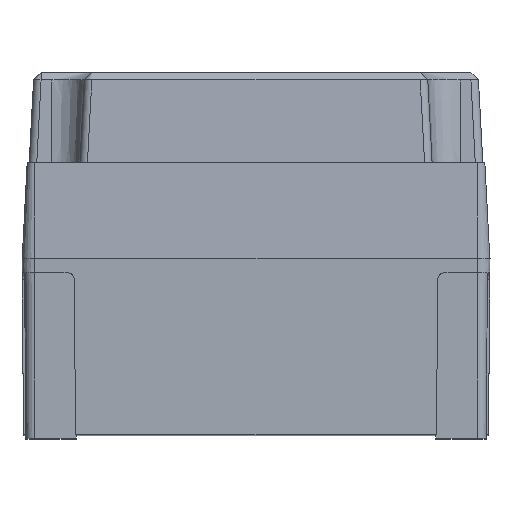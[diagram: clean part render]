
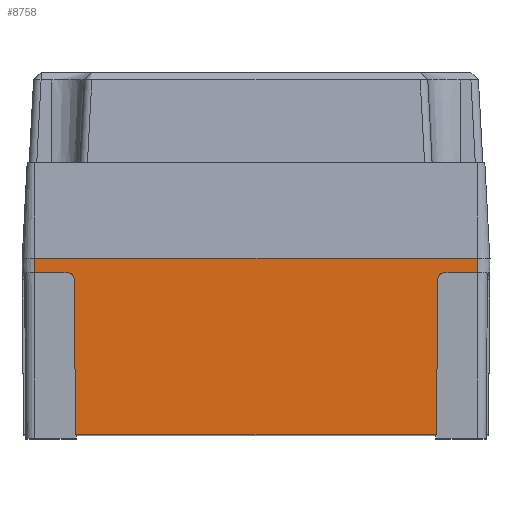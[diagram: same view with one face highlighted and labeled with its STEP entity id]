
A CAD part, top view. The second image highlights one B-rep face of the part: STEP entity #8758.
In plain terms, the highlighted planar face has unit normal (0, -0.009, 1).
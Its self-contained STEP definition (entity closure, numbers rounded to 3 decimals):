
#129 = EDGE_CURVE ( 'NONE', #11199, #4640, #13061, .T. ) ;
#571 = LINE ( 'NONE', #5494, #11088 ) ;
#852 = CARTESIAN_POINT ( 'NONE',  ( -61.55, -4., 90.015 ) ) ;
#1616 = VERTEX_POINT ( 'NONE', #15529 ) ;
#2030 = AXIS2_PLACEMENT_3D ( 'NONE', #5066, #14959, #3854 ) ;
#2241 = CARTESIAN_POINT ( 'NONE',  ( -52.533, -4., 90.015 ) ) ;
#2411 = EDGE_CURVE ( 'NONE', #4640, #1616, #571, .T. ) ;
#2439 = EDGE_CURVE ( 'NONE', #13708, #13812, #12779, .T. ) ;
#2758 = CARTESIAN_POINT ( 'NONE',  ( -50.157, -49., 89.622 ) ) ;
#2881 = LINE ( 'NONE', #13984, #10654 ) ;
#3100 = LINE ( 'NONE', #852, #12938 ) ;
#3295 = CARTESIAN_POINT ( 'NONE',  ( 51.369, -4., 90.015 ) ) ;
#3441 = CARTESIAN_POINT ( 'NONE',  ( -50.543, -4.819, 90.008 ) ) ;
#3505 = VERTEX_POINT ( 'NONE', #5359 ) ;
#3748 = LINE ( 'NONE', #14547, #4097 ) ;
#3854 = DIRECTION ( 'NONE',  ( 0., -1., -0.009 ) ) ;
#4097 = VECTOR ( 'NONE', #7391, 1000. ) ;
#4165 = PLANE ( 'NONE',  #2030 ) ;
#4376 = ORIENTED_EDGE ( 'NONE', *, *, #9030, .T. ) ;
#4640 = VERTEX_POINT ( 'NONE', #6852 ) ;
#4762 = DIRECTION ( 'NONE',  ( -0.009, 1., 0.009 ) ) ;
#4790 = VERTEX_POINT ( 'NONE', #15608 ) ;
#4892 = VECTOR ( 'NONE', #8663, 1000. ) ;
#5022 = EDGE_LOOP ( 'NONE', ( #7381, #12984, #6464, #4376, #12973, #15990, #5751, #7944, #14259, #10590 ) ) ;
#5066 = CARTESIAN_POINT ( 'NONE',  ( -61.55, 0., 90.05 ) ) ;
#5289 = CARTESIAN_POINT ( 'NONE',  ( -61.55, 0., 90.05 ) ) ;
#5335 = DIRECTION ( 'NONE',  ( 1., 0., 0. ) ) ;
#5359 = CARTESIAN_POINT ( 'NONE',  ( 50.533, -5.983, 89.998 ) ) ;
#5494 = CARTESIAN_POINT ( 'NONE',  ( -61.55, 0., 90.05 ) ) ;
#5751 = ORIENTED_EDGE ( 'NONE', *, *, #11823, .T. ) ;
#5842 = CARTESIAN_POINT ( 'NONE',  ( -61.55, -4., 90.015 ) ) ;
#5880 = VERTEX_POINT ( 'NONE', #10695 ) ;
#6255 = LINE ( 'NONE', #7459, #15435 ) ;
#6296 = EDGE_CURVE ( 'NONE', #3505, #4790, #10276, .T. ) ;
#6464 = ORIENTED_EDGE ( 'NONE', *, *, #13363, .F. ) ;
#6630 = CARTESIAN_POINT ( 'NONE',  ( -50.586, 0.096, 90.051 ) ) ;
#6852 = CARTESIAN_POINT ( 'NONE',  ( -61.55, 0., 90.05 ) ) ;
#7025 = EDGE_CURVE ( 'NONE', #13708, #5880, #6255, .T. ) ;
#7088 = CARTESIAN_POINT ( 'NONE',  ( -50.533, -5.983, 89.998 ) ) ;
#7381 = ORIENTED_EDGE ( 'NONE', *, *, #9675, .F. ) ;
#7391 = DIRECTION ( 'NONE',  ( 0., 1., 0.009 ) ) ;
#7458 = CARTESIAN_POINT ( 'NONE',  ( 50.576, -0.978, 90.041 ) ) ;
#7459 = CARTESIAN_POINT ( 'NONE',  ( -61.55, -49., 89.622 ) ) ;
#7944 = ORIENTED_EDGE ( 'NONE', *, *, #15970, .T. ) ;
#8276 = CARTESIAN_POINT ( 'NONE',  ( 61.55, -4., 90.015 ) ) ;
#8663 = DIRECTION ( 'NONE',  ( -0.009, -1., -0.009 ) ) ;
#8758 = ADVANCED_FACE ( 'NONE', ( #9095 ), #4165, .T. ) ;
#9005 = DIRECTION ( 'NONE',  ( 0., 1., 0.009 ) ) ;
#9030 = EDGE_CURVE ( 'NONE', #15006, #1616, #3748, .T. ) ;
#9095 = FACE_OUTER_BOUND ( 'NONE', #5022, .T. ) ;
#9525 = CARTESIAN_POINT ( 'NONE',  ( 52.533, -4., 90.015 ) ) ;
#9675 = EDGE_CURVE ( 'NONE', #3505, #5880, #15076, .T. ) ;
#10237 = DIRECTION ( 'NONE',  ( 1., 0., 0. ) ) ;
#10276 =( BOUNDED_CURVE ( )  B_SPLINE_CURVE ( 3, ( #13012, #15692, #3295, #9525 ),
 .UNSPECIFIED., .F., .T. ) 
 B_SPLINE_CURVE_WITH_KNOTS ( ( 4, 4 ),
 ( 1.58, 3.142 ),
 .UNSPECIFIED. ) 
 CURVE ( )  GEOMETRIC_REPRESENTATION_ITEM ( )  RATIONAL_B_SPLINE_CURVE ( ( 1., 0.807, 0.807, 1. ) ) 
 REPRESENTATION_ITEM ( '' )  );
#10590 = ORIENTED_EDGE ( 'NONE', *, *, #7025, .T. ) ;
#10636 = DIRECTION ( 'NONE',  ( -1., 0., 0. ) ) ;
#10654 = VECTOR ( 'NONE', #10237, 1000. ) ;
#10684 =( BOUNDED_CURVE ( )  B_SPLINE_CURVE ( 3, ( #14471, #10821, #3441, #7088 ),
 .UNSPECIFIED., .F., .T. ) 
 B_SPLINE_CURVE_WITH_KNOTS ( ( 4, 4 ),
 ( 3.142, 4.704 ),
 .UNSPECIFIED. ) 
 CURVE ( )  GEOMETRIC_REPRESENTATION_ITEM ( )  RATIONAL_B_SPLINE_CURVE ( ( 1., 0.807, 0.807, 1. ) ) 
 REPRESENTATION_ITEM ( '' )  );
#10695 = CARTESIAN_POINT ( 'NONE',  ( 50.157, -49., 89.622 ) ) ;
#10821 = CARTESIAN_POINT ( 'NONE',  ( -51.369, -4., 90.015 ) ) ;
#11088 = VECTOR ( 'NONE', #5335, 1000. ) ;
#11199 = VERTEX_POINT ( 'NONE', #5842 ) ;
#11751 = VERTEX_POINT ( 'NONE', #2241 ) ;
#11823 = EDGE_CURVE ( 'NONE', #11199, #11751, #2881, .T. ) ;
#12408 = DIRECTION ( 'NONE',  ( 1., 0., 0. ) ) ;
#12779 = LINE ( 'NONE', #6630, #14190 ) ;
#12938 = VECTOR ( 'NONE', #10636, 1000. ) ;
#12973 = ORIENTED_EDGE ( 'NONE', *, *, #2411, .F. ) ;
#12984 = ORIENTED_EDGE ( 'NONE', *, *, #6296, .T. ) ;
#13012 = CARTESIAN_POINT ( 'NONE',  ( 50.533, -5.983, 89.998 ) ) ;
#13036 = CARTESIAN_POINT ( 'NONE',  ( -50.533, -5.983, 89.998 ) ) ;
#13061 = LINE ( 'NONE', #5289, #15965 ) ;
#13363 = EDGE_CURVE ( 'NONE', #15006, #4790, #3100, .T. ) ;
#13708 = VERTEX_POINT ( 'NONE', #2758 ) ;
#13812 = VERTEX_POINT ( 'NONE', #13036 ) ;
#13984 = CARTESIAN_POINT ( 'NONE',  ( -61.55, -4., 90.015 ) ) ;
#14190 = VECTOR ( 'NONE', #4762, 1000. ) ;
#14259 = ORIENTED_EDGE ( 'NONE', *, *, #2439, .F. ) ;
#14471 = CARTESIAN_POINT ( 'NONE',  ( -52.533, -4., 90.015 ) ) ;
#14547 = CARTESIAN_POINT ( 'NONE',  ( 61.55, 0., 90.05 ) ) ;
#14959 = DIRECTION ( 'NONE',  ( 0., -0.009, 1. ) ) ;
#15006 = VERTEX_POINT ( 'NONE', #8276 ) ;
#15076 = LINE ( 'NONE', #7458, #4892 ) ;
#15435 = VECTOR ( 'NONE', #12408, 1000. ) ;
#15529 = CARTESIAN_POINT ( 'NONE',  ( 61.55, 0., 90.05 ) ) ;
#15608 = CARTESIAN_POINT ( 'NONE',  ( 52.533, -4., 90.015 ) ) ;
#15692 = CARTESIAN_POINT ( 'NONE',  ( 50.543, -4.819, 90.008 ) ) ;
#15965 = VECTOR ( 'NONE', #9005, 1000. ) ;
#15970 = EDGE_CURVE ( 'NONE', #11751, #13812, #10684, .T. ) ;
#15990 = ORIENTED_EDGE ( 'NONE', *, *, #129, .F. ) ;
